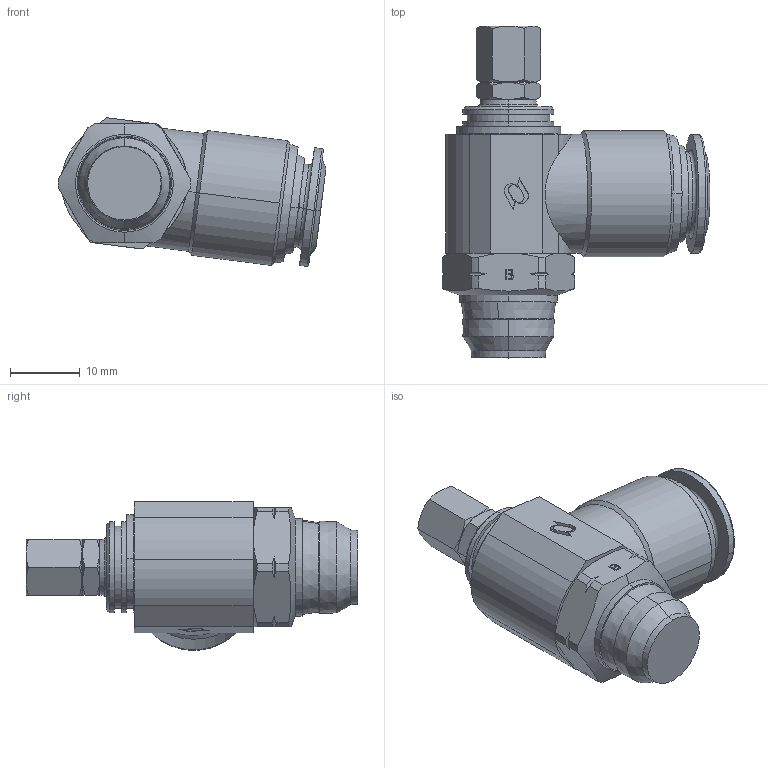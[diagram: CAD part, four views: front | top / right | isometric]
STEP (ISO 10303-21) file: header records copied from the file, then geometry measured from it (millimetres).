
FILE_DESCRIPTION (( 'STEP AP214' ), '1' );
FILE_NAME ('5792500017A.step', '2012-10-22T17:42:48', ( '' ), ( '' ), 'SwSTEP 2.0', 'SolidWorks 2012', '' );
FILE_SCHEMA (( 'AUTOMOTIVE_DESIGN' ));
Length unit declared in the file: millimetre
Products named in the file (1): 5792500017A
Bounding box: 38.35 x 47.5 x 21.28 mm (x, y, z)
Volume: 12268.5 mm3; surface area: 5825.3 mm2
Topology: 2 solids, 2 shells, 270 faces, 641 edges, 394 vertices
Faces by surface type: cone 82, plane 82, cylinder 74, torus 22, bspline 10
Entity records: 9776 total; most frequent: CARTESIAN_POINT 2294, DIRECTION 1315, ORIENTED_EDGE 1282, EDGE_CURVE 641, AXIS2_PLACEMENT_3D 531, VERTEX_POINT 394, EDGE_LOOP 291, CIRCLE 270
